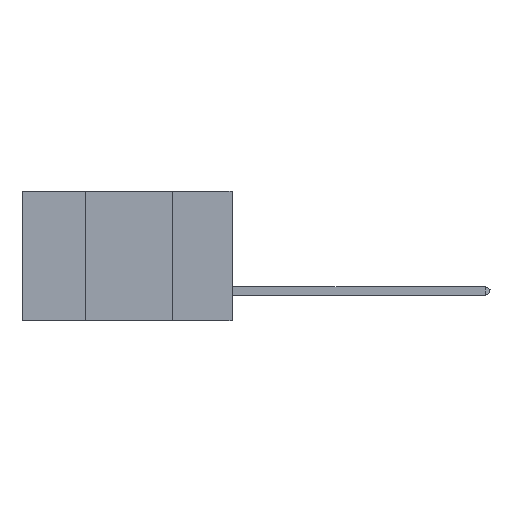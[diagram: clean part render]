
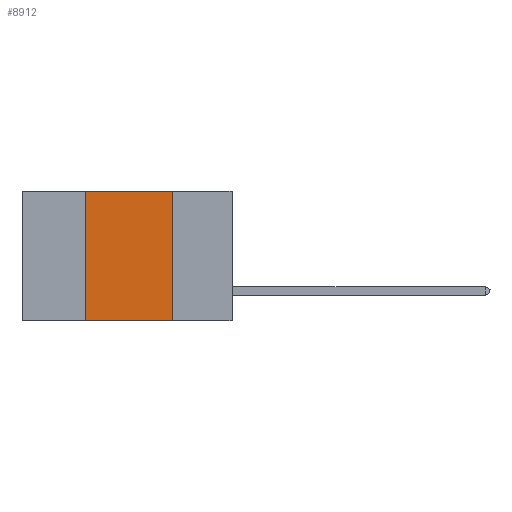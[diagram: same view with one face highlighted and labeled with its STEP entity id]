
A CAD part, left-side view. The second image highlights one B-rep face of the part: STEP entity #8912.
In plain terms, the highlighted planar face has unit normal (-1, 0, 0).
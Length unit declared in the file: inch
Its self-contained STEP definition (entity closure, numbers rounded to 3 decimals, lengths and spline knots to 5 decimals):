
#287 = DIRECTION ( 'NONE',  ( 0., 0., 1. ) ) ;
#1478 = LINE ( 'NONE', #17997, #6696 ) ;
#2043 = VERTEX_POINT ( 'NONE', #20311 ) ;
#2831 = VERTEX_POINT ( 'NONE', #11975 ) ;
#4477 = CARTESIAN_POINT ( 'NONE',  ( 0., 0.6, 0. ) ) ;
#5493 = LINE ( 'NONE', #10711, #8910 ) ;
#5546 = PLANE ( 'NONE',  #6106 ) ;
#6106 = AXIS2_PLACEMENT_3D ( 'NONE', #7274, #10410, #10948 ) ;
#6244 = VERTEX_POINT ( 'NONE', #12055 ) ;
#6440 = VECTOR ( 'NONE', #9243, 39.37008 ) ;
#6696 = VECTOR ( 'NONE', #8534, 39.37008 ) ;
#7036 = EDGE_CURVE ( 'NONE', #2043, #6244, #5493, .T. ) ;
#7274 = CARTESIAN_POINT ( 'NONE',  ( 0., 0.6, 0. ) ) ;
#7687 = ORIENTED_EDGE ( 'NONE', *, *, #16415, .F. ) ;
#7693 = LINE ( 'NONE', #4477, #6440 ) ;
#8139 = FACE_OUTER_BOUND ( 'NONE', #16851, .T. ) ;
#8408 = VERTEX_POINT ( 'NONE', #17984 ) ;
#8534 = DIRECTION ( 'NONE',  ( 0., -1., 0. ) ) ;
#8910 = VECTOR ( 'NONE', #19913, 39.37008 ) ;
#8912 = ADVANCED_FACE ( 'NONE', ( #8139 ), #5546, .F. ) ;
#9243 = DIRECTION ( 'NONE',  ( 0., -1., 0. ) ) ;
#10410 = DIRECTION ( 'NONE',  ( 1., 0., 0. ) ) ;
#10640 = VECTOR ( 'NONE', #287, 39.37008 ) ;
#10711 = CARTESIAN_POINT ( 'NONE',  ( 0., 0.17, 0. ) ) ;
#10948 = DIRECTION ( 'NONE',  ( 0., 0., -1. ) ) ;
#11306 = CARTESIAN_POINT ( 'NONE',  ( 0., 0.42, 0. ) ) ;
#11975 = CARTESIAN_POINT ( 'NONE',  ( 0., 0.42, 0. ) ) ;
#12055 = CARTESIAN_POINT ( 'NONE',  ( 0., 0.17, -0.37 ) ) ;
#14025 = ORIENTED_EDGE ( 'NONE', *, *, #14513, .T. ) ;
#14513 = EDGE_CURVE ( 'NONE', #8408, #6244, #1478, .T. ) ;
#15735 = EDGE_CURVE ( 'NONE', #8408, #2831, #17561, .T. ) ;
#16415 = EDGE_CURVE ( 'NONE', #2831, #2043, #7693, .T. ) ;
#16851 = EDGE_LOOP ( 'NONE', ( #17688, #7687, #18108, #14025 ) ) ;
#17561 = LINE ( 'NONE', #11306, #10640 ) ;
#17688 = ORIENTED_EDGE ( 'NONE', *, *, #7036, .F. ) ;
#17984 = CARTESIAN_POINT ( 'NONE',  ( 0., 0.42, -0.37 ) ) ;
#17997 = CARTESIAN_POINT ( 'NONE',  ( 0., 0.6, -0.37 ) ) ;
#18108 = ORIENTED_EDGE ( 'NONE', *, *, #15735, .F. ) ;
#19913 = DIRECTION ( 'NONE',  ( 0., 0., -1. ) ) ;
#20311 = CARTESIAN_POINT ( 'NONE',  ( 0., 0.17, 0. ) ) ;
